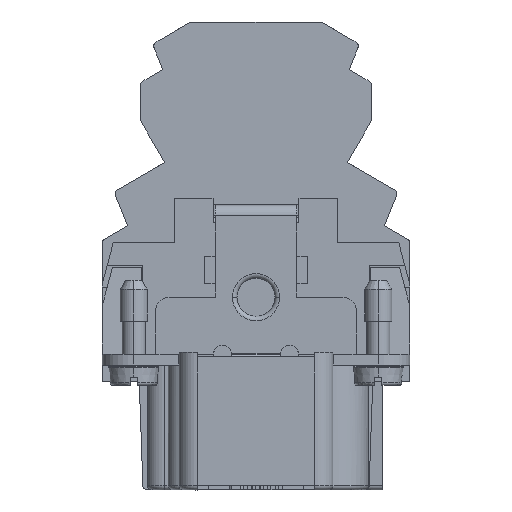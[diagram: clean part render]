
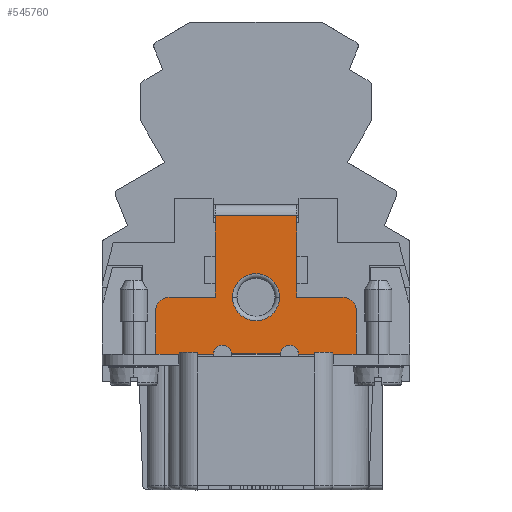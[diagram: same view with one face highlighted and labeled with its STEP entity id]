
A CAD part, left-side view. The second image highlights one B-rep face of the part: STEP entity #545760.
In plain terms, the highlighted planar face has unit normal (-1, 0, 0).
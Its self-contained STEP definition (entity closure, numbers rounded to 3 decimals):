
#540790=CARTESIAN_POINT('',(47.946,43.884,
-4.5));
#540800=VERTEX_POINT('',#540790);
#544160=CARTESIAN_POINT('',(47.946,48.036,
-2.634));
#544170=DIRECTION('',(-1.,0.,0.));
#544180=DIRECTION('',(0.,-1.,0.));
#544190=AXIS2_PLACEMENT_3D('',#544160,#544170,#544180);
#544200=PLANE('',#544190);
#544210=CARTESIAN_POINT('',(47.946,48.584,
1.8));
#544220=DIRECTION('',(-1.,0.,0.));
#544230=DIRECTION('',(0.,-1.,0.));
#544240=AXIS2_PLACEMENT_3D('',#544210,#544220,#544230);
#544250=CIRCLE('',#544240,2.6);
#544260=CARTESIAN_POINT('',(47.946,45.984,
1.8));
#544270=VERTEX_POINT('',#544260);
#544280=CARTESIAN_POINT('',(47.946,51.184,
1.8));
#544290=VERTEX_POINT('',#544280);
#544300=EDGE_CURVE('',#544270,#544290,#544250,.T.);
#544310=ORIENTED_EDGE('',*,*,#544300,.F.);
#544320=EDGE_CURVE('',#544290,#544270,#544250,.T.);
#544330=ORIENTED_EDGE('',*,*,#544320,.F.);
#544340=EDGE_LOOP('',(#544330,#544310));
#544350=FACE_BOUND('',#544340,.T.);
#544360=CARTESIAN_POINT('',(47.946,58.184,
0.3));
#544370=DIRECTION('',(1.,0.,0.));
#544380=DIRECTION('',(0.,1.,0.));
#544390=AXIS2_PLACEMENT_3D('',#544360,#544370,#544380);
#544400=CIRCLE('',#544390,1.5);
#544410=CARTESIAN_POINT('',(47.946,59.684,
0.3));
#544420=VERTEX_POINT('',#544410);
#544430=CARTESIAN_POINT('',(47.946,58.184,
1.8));
#544440=VERTEX_POINT('',#544430);
#544450=EDGE_CURVE('',#544420,#544440,#544400,.T.);
#544460=ORIENTED_EDGE('',*,*,#544450,.F.);
#544470=CARTESIAN_POINT('',(47.946,92.583,
1.8));
#544480=DIRECTION('',(0.,-1.,0.));
#544490=VECTOR('',#544480,1.);
#544500=LINE('',#544470,#544490);
#544510=CARTESIAN_POINT('',(47.946,53.084,
1.8));
#544520=VERTEX_POINT('',#544510);
#544530=EDGE_CURVE('',#544440,#544520,#544500,.T.);
#544540=ORIENTED_EDGE('',*,*,#544530,.F.);
#544550=CARTESIAN_POINT('',(47.946,53.084,
-21.2));
#544560=DIRECTION('',(0.,0.,1.));
#544570=VECTOR('',#544560,1.);
#544580=LINE('',#544550,#544570);
#544590=CARTESIAN_POINT('',(47.946,53.084,
3.3));
#544600=VERTEX_POINT('',#544590);
#544610=EDGE_CURVE('',#544520,#544600,#544580,.T.);
#544620=ORIENTED_EDGE('',*,*,#544610,.F.);
#544630=CARTESIAN_POINT('',(47.946,53.084,
-21.2));
#544640=DIRECTION('',(0.,0.,1.));
#544650=VECTOR('',#544640,1.);
#544660=LINE('',#544630,#544650);
#544670=CARTESIAN_POINT('',(47.946,53.084,
6.3));
#544680=VERTEX_POINT('',#544670);
#544690=EDGE_CURVE('',#544600,#544680,#544660,.T.);
#544700=ORIENTED_EDGE('',*,*,#544690,.F.);
#544710=CARTESIAN_POINT('',(47.946,53.084,
10.8));
#544720=VERTEX_POINT('',#544710);
#544730=EDGE_CURVE('',#544680,#544720,#544580,.T.);
#544740=ORIENTED_EDGE('',*,*,#544730,.F.);
#544750=CARTESIAN_POINT('',(47.946,92.583,
10.8));
#544760=DIRECTION('',(0.,-1.,0.));
#544770=VECTOR('',#544760,1.);
#544780=LINE('',#544750,#544770);
#544790=CARTESIAN_POINT('',(47.946,44.084,
10.8));
#544800=VERTEX_POINT('',#544790);
#544810=EDGE_CURVE('',#544720,#544800,#544780,.T.);
#544820=ORIENTED_EDGE('',*,*,#544810,.F.);
#544830=CARTESIAN_POINT('',(47.946,44.084,
-21.2));
#544840=DIRECTION('',(0.,0.,-1.));
#544850=VECTOR('',#544840,1.);
#544860=LINE('',#544830,#544850);
#544870=CARTESIAN_POINT('',(47.946,44.084,
6.3));
#544880=VERTEX_POINT('',#544870);
#544890=EDGE_CURVE('',#544800,#544880,#544860,.T.);
#544900=ORIENTED_EDGE('',*,*,#544890,.F.);
#544910=CARTESIAN_POINT('',(47.946,44.084,
-21.2));
#544920=DIRECTION('',(0.,0.,1.));
#544930=VECTOR('',#544920,1.);
#544940=LINE('',#544910,#544930);
#544950=CARTESIAN_POINT('',(47.946,44.084,
3.3));
#544960=VERTEX_POINT('',#544950);
#544970=EDGE_CURVE('',#544960,#544880,#544940,.T.);
#544980=ORIENTED_EDGE('',*,*,#544970,.T.);
#544990=CARTESIAN_POINT('',(47.946,44.084,
1.8));
#545000=VERTEX_POINT('',#544990);
#545010=EDGE_CURVE('',#544960,#545000,#544860,.T.);
#545020=ORIENTED_EDGE('',*,*,#545010,.F.);
#545030=CARTESIAN_POINT('',(47.946,92.583,
1.8));
#545040=DIRECTION('',(0.,-1.,0.));
#545050=VECTOR('',#545040,1.);
#545060=LINE('',#545030,#545050);
#545070=CARTESIAN_POINT('',(47.946,38.984,
1.8));
#545080=VERTEX_POINT('',#545070);
#545090=EDGE_CURVE('',#545000,#545080,#545060,.T.);
#545100=ORIENTED_EDGE('',*,*,#545090,.F.);
#545110=CARTESIAN_POINT('',(47.946,38.984,
0.3));
#545120=DIRECTION('',(1.,0.,0.));
#545130=DIRECTION('',(0.,1.,0.));
#545140=AXIS2_PLACEMENT_3D('',#545110,#545120,#545130);
#545150=CIRCLE('',#545140,1.5);
#545160=CARTESIAN_POINT('',(47.946,37.484,
0.3));
#545170=VERTEX_POINT('',#545160);
#545180=EDGE_CURVE('',#545080,#545170,#545150,.T.);
#545190=ORIENTED_EDGE('',*,*,#545180,.F.);
#545200=CARTESIAN_POINT('',(47.946,37.484,
-21.2));
#545210=DIRECTION('',(0.,0.,-1.));
#545220=VECTOR('',#545210,1.);
#545230=LINE('',#545200,#545220);
#545240=CARTESIAN_POINT('',(47.946,37.484,
-4.5));
#545250=VERTEX_POINT('',#545240);
#545260=EDGE_CURVE('',#545170,#545250,#545230,.T.);
#545270=ORIENTED_EDGE('',*,*,#545260,.F.);
#545280=CARTESIAN_POINT('',(47.946,92.583,
-4.5));
#545290=DIRECTION('',(0.,1.,0.));
#545300=VECTOR('',#545290,1.);
#545310=LINE('',#545280,#545300);
#545320=EDGE_CURVE('',#545250,#540800,#545310,.T.);
#545330=ORIENTED_EDGE('',*,*,#545320,.F.);
#545340=CARTESIAN_POINT('',(47.946,44.884,
-4.5));
#545350=DIRECTION('',(-1.,0.,0.));
#545360=DIRECTION('',(0.,-1.,0.));
#545370=AXIS2_PLACEMENT_3D('',#545340,#545350,#545360);
#545380=CIRCLE('',#545370,1.);
#545390=CARTESIAN_POINT('',(47.946,45.882,
-4.446));
#545400=VERTEX_POINT('',#545390);
#545410=EDGE_CURVE('',#540800,#545400,#545380,.T.);
#545420=ORIENTED_EDGE('',*,*,#545410,.F.);
#545430=CARTESIAN_POINT('',(47.946,92.583,
-4.446));
#545440=DIRECTION('',(0.,-1.,0.));
#545450=VECTOR('',#545440,1.);
#545460=LINE('',#545430,#545450);
#545470=CARTESIAN_POINT('',(47.946,51.285,
-4.446));
#545480=VERTEX_POINT('',#545470);
#545490=EDGE_CURVE('',#545480,#545400,#545460,.T.);
#545500=ORIENTED_EDGE('',*,*,#545490,.T.);
#545510=CARTESIAN_POINT('',(47.946,52.284,
-4.5));
#545520=DIRECTION('',(-1.,0.,0.));
#545530=DIRECTION('',(0.,-1.,0.));
#545540=AXIS2_PLACEMENT_3D('',#545510,#545520,#545530);
#545550=CIRCLE('',#545540,1.);
#545560=CARTESIAN_POINT('',(47.946,53.284,
-4.5));
#545570=VERTEX_POINT('',#545560);
#545580=EDGE_CURVE('',#545480,#545570,#545550,.T.);
#545590=ORIENTED_EDGE('',*,*,#545580,.F.);
#545600=CARTESIAN_POINT('',(47.946,92.583,
-4.5));
#545610=DIRECTION('',(0.,1.,0.));
#545620=VECTOR('',#545610,1.);
#545630=LINE('',#545600,#545620);
#545640=CARTESIAN_POINT('',(47.946,59.684,
-4.5));
#545650=VERTEX_POINT('',#545640);
#545660=EDGE_CURVE('',#545570,#545650,#545630,.T.);
#545670=ORIENTED_EDGE('',*,*,#545660,.F.);
#545680=CARTESIAN_POINT('',(47.946,59.684,
-21.2));
#545690=DIRECTION('',(0.,0.,1.));
#545700=VECTOR('',#545690,1.);
#545710=LINE('',#545680,#545700);
#545720=EDGE_CURVE('',#545650,#544420,#545710,.T.);
#545730=ORIENTED_EDGE('',*,*,#545720,.F.);
#545740=EDGE_LOOP('',(#545730,#545670,#545590,#545500,#545420,#545330,
#545270,#545190,#545100,#545020,#544980,#544900,#544820,#544740,#544700,
#544620,#544540,#544460));
#545750=FACE_OUTER_BOUND('',#545740,.T.);
#545760=ADVANCED_FACE('F567',(#544350,#545750),#544200,.T.);
